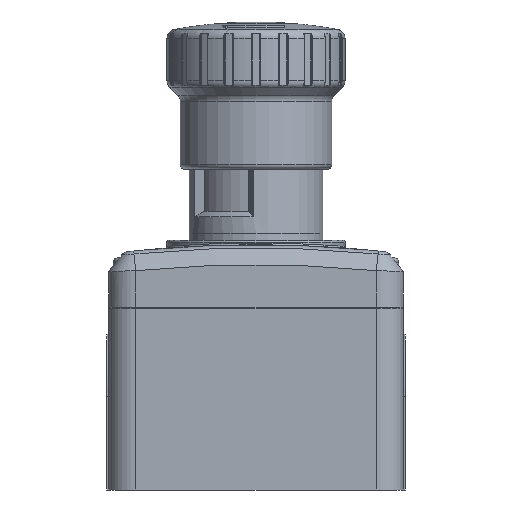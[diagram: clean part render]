
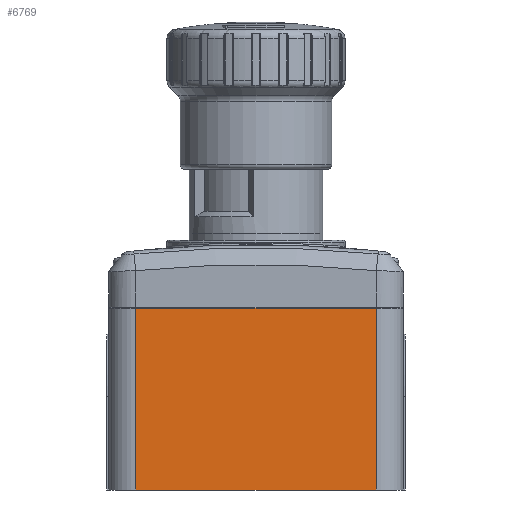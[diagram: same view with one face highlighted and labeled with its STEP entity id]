
A CAD part, front view. The second image highlights one B-rep face of the part: STEP entity #6769.
In plain terms, the highlighted planar face has unit normal (0, -1, 0).
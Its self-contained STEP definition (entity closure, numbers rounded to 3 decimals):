
#1519 = EDGE_CURVE ( 'NONE', #12225, #19622, #34784, .T. ) ;
#3897 = VECTOR ( 'NONE', #11585, 1000. ) ;
#5355 = DIRECTION ( 'NONE',  ( 1., 0., 0. ) ) ;
#6085 = CARTESIAN_POINT ( 'NONE',  ( 27., -35., 20.3 ) ) ;
#6500 = DIRECTION ( 'NONE',  ( 0., 1., 0. ) ) ;
#6769 = ADVANCED_FACE ( 'NONE', ( #15424 ), #22025, .F. ) ;
#9976 = ORIENTED_EDGE ( 'NONE', *, *, #33962, .T. ) ;
#9980 = CARTESIAN_POINT ( 'NONE',  ( -27., -35., -20.5 ) ) ;
#11585 = DIRECTION ( 'NONE',  ( -1., 0., 0. ) ) ;
#12225 = VERTEX_POINT ( 'NONE', #24109 ) ;
#15424 = FACE_OUTER_BOUND ( 'NONE', #38647, .T. ) ;
#17751 = CARTESIAN_POINT ( 'NONE',  ( 33., -35., -20.5 ) ) ;
#19292 = CARTESIAN_POINT ( 'NONE',  ( -27., -35., 20.3 ) ) ;
#19527 = LINE ( 'NONE', #27278, #3897 ) ;
#19622 = VERTEX_POINT ( 'NONE', #6085 ) ;
#19834 = VECTOR ( 'NONE', #33303, 1000. ) ;
#19942 = EDGE_CURVE ( 'NONE', #19622, #38531, #19527, .T. ) ;
#21015 = LINE ( 'NONE', #17751, #37533 ) ;
#21034 = ORIENTED_EDGE ( 'NONE', *, *, #1519, .T. ) ;
#22025 = PLANE ( 'NONE',  #37226 ) ;
#22920 = VERTEX_POINT ( 'NONE', #9980 ) ;
#23931 = CARTESIAN_POINT ( 'NONE',  ( -27., -35., 20.5 ) ) ;
#24109 = CARTESIAN_POINT ( 'NONE',  ( 27., -35., -20.5 ) ) ;
#27278 = CARTESIAN_POINT ( 'NONE',  ( -27., -35., 20.3 ) ) ;
#27491 = ORIENTED_EDGE ( 'NONE', *, *, #38222, .T. ) ;
#28011 = CARTESIAN_POINT ( 'NONE',  ( 33., -35., 20.5 ) ) ;
#28261 = DIRECTION ( 'NONE',  ( -1., 0., 0. ) ) ;
#31219 = ORIENTED_EDGE ( 'NONE', *, *, #19942, .T. ) ;
#33134 = DIRECTION ( 'NONE',  ( 0., 0., 1. ) ) ;
#33303 = DIRECTION ( 'NONE',  ( 0., 0., -1. ) ) ;
#33803 = VECTOR ( 'NONE', #33134, 1000. ) ;
#33962 = EDGE_CURVE ( 'NONE', #22920, #12225, #21015, .T. ) ;
#34784 = LINE ( 'NONE', #38841, #33803 ) ;
#36377 = LINE ( 'NONE', #23931, #19834 ) ;
#37226 = AXIS2_PLACEMENT_3D ( 'NONE', #28011, #6500, #28261 ) ;
#37533 = VECTOR ( 'NONE', #5355, 1000. ) ;
#38222 = EDGE_CURVE ( 'NONE', #38531, #22920, #36377, .T. ) ;
#38531 = VERTEX_POINT ( 'NONE', #19292 ) ;
#38647 = EDGE_LOOP ( 'NONE', ( #21034, #31219, #27491, #9976 ) ) ;
#38841 = CARTESIAN_POINT ( 'NONE',  ( 27., -35., 20.5 ) ) ;
